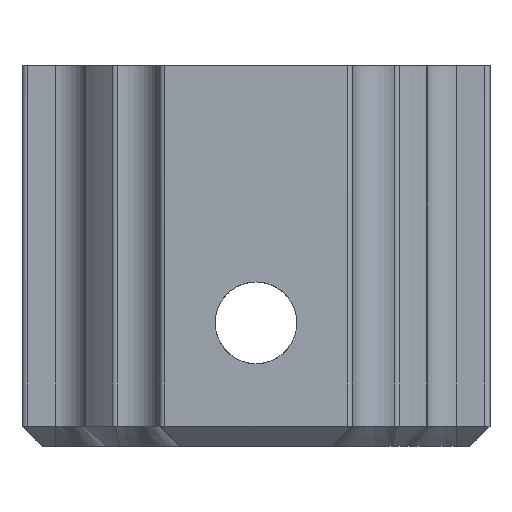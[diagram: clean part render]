
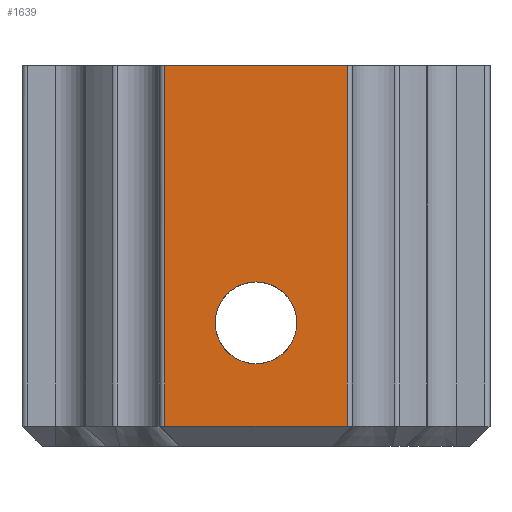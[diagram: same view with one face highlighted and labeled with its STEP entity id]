
A CAD part, front view. The second image highlights one B-rep face of the part: STEP entity #1639.
In plain terms, the highlighted planar face has unit normal (0, -1, 0).
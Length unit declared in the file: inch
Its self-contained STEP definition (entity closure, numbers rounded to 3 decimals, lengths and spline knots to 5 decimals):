
#107 = EDGE_CURVE ( 'NONE', #2664, #3399, #2898, .T. ) ;
#125 = EDGE_LOOP ( 'NONE', ( #256, #3596, #2736, #1417 ) ) ;
#205 = VERTEX_POINT ( 'NONE', #2414 ) ;
#256 = ORIENTED_EDGE ( 'NONE', *, *, #2343, .F. ) ;
#267 = DIRECTION ( 'NONE',  ( 0., -1., 0. ) ) ;
#359 = CARTESIAN_POINT ( 'NONE',  ( 0., -0.955, -0.33063 ) ) ;
#388 = CARTESIAN_POINT ( 'NONE',  ( -0.17766, -0.955, 0.37 ) ) ;
#397 = AXIS2_PLACEMENT_3D ( 'NONE', #2451, #2672, #3243 ) ;
#635 = EDGE_CURVE ( 'NONE', #1232, #205, #2964, .T. ) ;
#766 = FACE_OUTER_BOUND ( 'NONE', #125, .T. ) ;
#883 = ORIENTED_EDGE ( 'NONE', *, *, #635, .F. ) ;
#894 = CARTESIAN_POINT ( 'NONE',  ( 0., -0.955, 0.37 ) ) ;
#1005 = PLANE ( 'NONE',  #1694 ) ;
#1012 = CARTESIAN_POINT ( 'NONE',  ( 0.17766, -0.955, -0.33063 ) ) ;
#1075 = VERTEX_POINT ( 'NONE', #1012 ) ;
#1227 = CARTESIAN_POINT ( 'NONE',  ( 0.17766, -0.955, 0.37 ) ) ;
#1232 = VERTEX_POINT ( 'NONE', #2931 ) ;
#1417 = ORIENTED_EDGE ( 'NONE', *, *, #2580, .T. ) ;
#1535 = CIRCLE ( 'NONE', #1826, 0.0795 ) ;
#1628 = DIRECTION ( 'NONE',  ( 0., 1., 0. ) ) ;
#1639 = ADVANCED_FACE ( 'NONE', ( #3524, #766 ), #1005, .F. ) ;
#1694 = AXIS2_PLACEMENT_3D ( 'NONE', #2135, #1628, #1863 ) ;
#1704 = CARTESIAN_POINT ( 'NONE',  ( 0., -0.955, -0.13 ) ) ;
#1792 = DIRECTION ( 'NONE',  ( 1., 0., 0. ) ) ;
#1826 = AXIS2_PLACEMENT_3D ( 'NONE', #1704, #267, #2263 ) ;
#1863 = DIRECTION ( 'NONE',  ( 0., 0., 1. ) ) ;
#1944 = DIRECTION ( 'NONE',  ( 0., 0., 1. ) ) ;
#2135 = CARTESIAN_POINT ( 'NONE',  ( 0., -0.955, 0.37 ) ) ;
#2140 = VECTOR ( 'NONE', #2570, 39.37008 ) ;
#2246 = CARTESIAN_POINT ( 'NONE',  ( 0.17766, -0.955, 0.37 ) ) ;
#2252 = LINE ( 'NONE', #894, #2140 ) ;
#2263 = DIRECTION ( 'NONE',  ( 0., 0., -1. ) ) ;
#2314 = DIRECTION ( 'NONE',  ( 0., 0., -1. ) ) ;
#2343 = EDGE_CURVE ( 'NONE', #2664, #3570, #2252, .T. ) ;
#2414 = CARTESIAN_POINT ( 'NONE',  ( 0., -0.955, -0.0505 ) ) ;
#2451 = CARTESIAN_POINT ( 'NONE',  ( 0., -0.955, -0.13 ) ) ;
#2486 = LINE ( 'NONE', #2246, #3370 ) ;
#2570 = DIRECTION ( 'NONE',  ( 1., 0., 0. ) ) ;
#2580 = EDGE_CURVE ( 'NONE', #1075, #3570, #2486, .T. ) ;
#2633 = VECTOR ( 'NONE', #1792, 39.37008 ) ;
#2664 = VERTEX_POINT ( 'NONE', #3332 ) ;
#2672 = DIRECTION ( 'NONE',  ( 0., -1., 0. ) ) ;
#2736 = ORIENTED_EDGE ( 'NONE', *, *, #3241, .T. ) ;
#2789 = VECTOR ( 'NONE', #2314, 39.37008 ) ;
#2898 = LINE ( 'NONE', #388, #2789 ) ;
#2931 = CARTESIAN_POINT ( 'NONE',  ( 0., -0.955, -0.2095 ) ) ;
#2964 = CIRCLE ( 'NONE', #397, 0.0795 ) ;
#3065 = EDGE_CURVE ( 'NONE', #205, #1232, #1535, .T. ) ;
#3069 = CARTESIAN_POINT ( 'NONE',  ( -0.17766, -0.955, -0.33063 ) ) ;
#3149 = LINE ( 'NONE', #359, #2633 ) ;
#3241 = EDGE_CURVE ( 'NONE', #3399, #1075, #3149, .T. ) ;
#3243 = DIRECTION ( 'NONE',  ( 0., 0., -1. ) ) ;
#3332 = CARTESIAN_POINT ( 'NONE',  ( -0.17766, -0.955, 0.37 ) ) ;
#3370 = VECTOR ( 'NONE', #1944, 39.37008 ) ;
#3399 = VERTEX_POINT ( 'NONE', #3069 ) ;
#3425 = EDGE_LOOP ( 'NONE', ( #883, #3460 ) ) ;
#3460 = ORIENTED_EDGE ( 'NONE', *, *, #3065, .F. ) ;
#3524 = FACE_BOUND ( 'NONE', #3425, .T. ) ;
#3570 = VERTEX_POINT ( 'NONE', #1227 ) ;
#3596 = ORIENTED_EDGE ( 'NONE', *, *, #107, .T. ) ;
